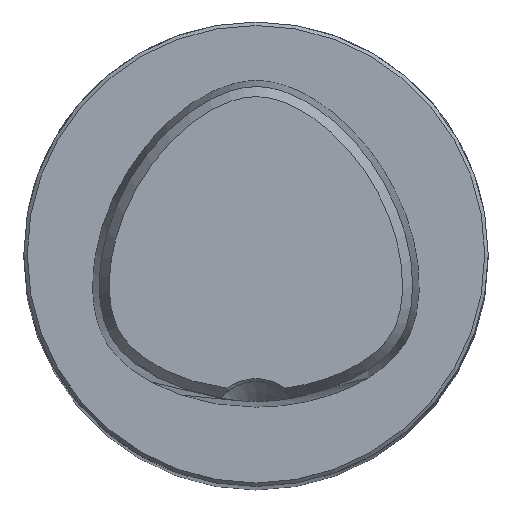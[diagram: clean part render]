
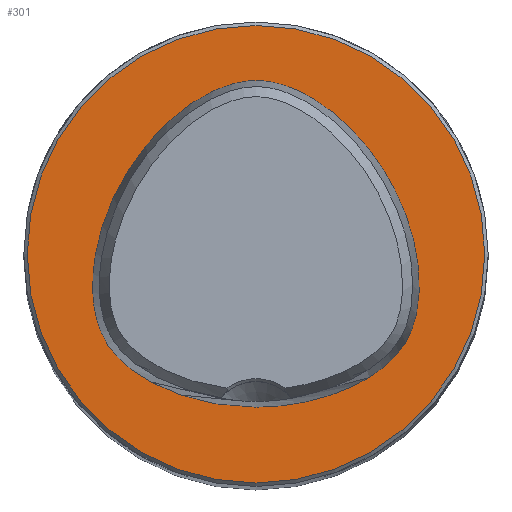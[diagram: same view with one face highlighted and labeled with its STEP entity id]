
A CAD part, top view. The second image highlights one B-rep face of the part: STEP entity #301.
In plain terms, the highlighted planar face has unit normal (0, 0, 1).
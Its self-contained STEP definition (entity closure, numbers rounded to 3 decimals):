
#276=B_SPLINE_CURVE_WITH_KNOTS('',3,(#1759,#1760,#1761,#1762,#1763,#1764,
#1765,#1766,#1767,#1768,#1769,#1770,#1771,#1772,#1773,#1774,#1775,#1776,
#1777,#1778,#1779,#1780,#1781,#1782,#1783,#1784,#1785,#1786,#1787,#1788,
#1789,#1790,#1791,#1792,#1793,#1794,#1795,#1796,#1797,#1798,#1799,#1800,
#1801,#1802,#1803,#1804,#1805,#1806,#1807,#1808,#1809,#1810,#1811,#1812,
#1813,#1814,#1815,#1816,#1817),.UNSPECIFIED.,.T.,.F.,(1,1,2,1,1,1,1,1,1,
1,1,1,1,1,1,1,1,1,1,1,1,1,1,1,1,1,1,1,1,1,1,1,1,1,1,1,1,1,1,1,1,1,1,1,1,
1,1,1,1,1,1,1,1,1,1,1,1,1,2,1,1),(-0.063,-0.031,0.,0.031,0.063,0.078,
0.094,0.109,0.125,0.141,0.156,0.164,0.172,0.188,0.203,
0.219,0.234,0.25,0.266,0.281,0.313,0.344,0.375,0.406,0.422,
0.438,0.453,0.469,0.484,0.492,0.5,0.508,0.516,0.531,
0.547,0.563,0.578,0.594,0.625,0.656,0.688,0.719,0.734,
0.75,0.766,0.781,0.797,0.813,0.828,0.836,0.844,0.859,
0.875,0.891,0.906,0.922,0.938,0.969,1.,1.031,1.063),
 .UNSPECIFIED.);
#301=ADVANCED_FACE('CU_E_LO_SU_1',(#417,#418),#365,.F.);
#365=PLANE('',#1119);
#417=FACE_BOUND('',#467,.T.);
#418=FACE_BOUND('',#468,.T.);
#467=EDGE_LOOP('',(#598));
#468=EDGE_LOOP('',(#599));
#598=ORIENTED_EDGE('',*,*,#922,.T.);
#599=ORIENTED_EDGE('',*,*,#960,.T.);
#825=VERTEX_POINT('',#1818);
#862=VERTEX_POINT('',#2267);
#922=EDGE_CURVE('',#825,#825,#276,.T.);
#960=EDGE_CURVE('',#862,#862,#1052,.T.);
#1052=CIRCLE('',#1118,19.7);
#1118=AXIS2_PLACEMENT_3D('',#2266,#1247,#1248);
#1119=AXIS2_PLACEMENT_3D('',#2268,#1249,#1250);
#1247=DIRECTION('',(0.,0.,1.));
#1248=DIRECTION('',(1.,0.,0.));
#1249=DIRECTION('',(0.,0.,-1.));
#1250=DIRECTION('',(-1.,0.,0.));
#1759=CARTESIAN_POINT('',(0.918,-13.163,0.));
#1760=CARTESIAN_POINT('',(-0.918,-13.163,0.));
#1761=CARTESIAN_POINT('',(-2.757,-13.044,0.));
#1762=CARTESIAN_POINT('',(-5.016,-12.593,0.));
#1763=CARTESIAN_POINT('',(-6.771,-12.041,0.));
#1764=CARTESIAN_POINT('',(-8.052,-11.525,0.));
#1765=CARTESIAN_POINT('',(-9.285,-10.903,0.));
#1766=CARTESIAN_POINT('',(-10.454,-10.163,0.));
#1767=CARTESIAN_POINT('',(-11.533,-9.294,0.));
#1768=CARTESIAN_POINT('',(-12.321,-8.445,0.));
#1769=CARTESIAN_POINT('',(-12.849,-7.686,0.));
#1770=CARTESIAN_POINT('',(-13.298,-6.877,0.));
#1771=CARTESIAN_POINT('',(-13.703,-5.79,0.));
#1772=CARTESIAN_POINT('',(-13.977,-4.431,0.));
#1773=CARTESIAN_POINT('',(-14.082,-3.051,0.));
#1774=CARTESIAN_POINT('',(-14.047,-1.669,0.));
#1775=CARTESIAN_POINT('',(-13.89,-0.297,0.));
#1776=CARTESIAN_POINT('',(-13.625,1.057,0.));
#1777=CARTESIAN_POINT('',(-13.139,2.831,0.));
#1778=CARTESIAN_POINT('',(-12.303,4.977,0.));
#1779=CARTESIAN_POINT('',(-10.973,7.399,0.));
#1780=CARTESIAN_POINT('',(-9.342,9.629,0.));
#1781=CARTESIAN_POINT('',(-7.743,11.289,0.));
#1782=CARTESIAN_POINT('',(-6.325,12.462,0.));
#1783=CARTESIAN_POINT('',(-5.192,13.252,0.));
#1784=CARTESIAN_POINT('',(-3.99,13.935,0.));
#1785=CARTESIAN_POINT('',(-2.721,14.486,0.));
#1786=CARTESIAN_POINT('',(-1.608,14.803,0.));
#1787=CARTESIAN_POINT('',(-0.693,14.939,0.));
#1788=CARTESIAN_POINT('',(0.,14.975,0.));
#1789=CARTESIAN_POINT('',(0.693,14.939,0.));
#1790=CARTESIAN_POINT('',(1.608,14.803,0.));
#1791=CARTESIAN_POINT('',(2.721,14.486,0.));
#1792=CARTESIAN_POINT('',(3.99,13.935,0.));
#1793=CARTESIAN_POINT('',(5.192,13.252,0.));
#1794=CARTESIAN_POINT('',(6.325,12.462,0.));
#1795=CARTESIAN_POINT('',(7.743,11.289,0.));
#1796=CARTESIAN_POINT('',(9.342,9.629,0.));
#1797=CARTESIAN_POINT('',(10.973,7.399,0.));
#1798=CARTESIAN_POINT('',(12.303,4.977,0.));
#1799=CARTESIAN_POINT('',(13.139,2.831,0.));
#1800=CARTESIAN_POINT('',(13.625,1.057,0.));
#1801=CARTESIAN_POINT('',(13.89,-0.297,0.));
#1802=CARTESIAN_POINT('',(14.047,-1.669,0.));
#1803=CARTESIAN_POINT('',(14.082,-3.051,0.));
#1804=CARTESIAN_POINT('',(13.977,-4.431,0.));
#1805=CARTESIAN_POINT('',(13.703,-5.79,0.));
#1806=CARTESIAN_POINT('',(13.298,-6.877,0.));
#1807=CARTESIAN_POINT('',(12.849,-7.686,0.));
#1808=CARTESIAN_POINT('',(12.321,-8.445,0.));
#1809=CARTESIAN_POINT('',(11.533,-9.294,0.));
#1810=CARTESIAN_POINT('',(10.454,-10.163,0.));
#1811=CARTESIAN_POINT('',(9.285,-10.903,0.));
#1812=CARTESIAN_POINT('',(8.052,-11.525,0.));
#1813=CARTESIAN_POINT('',(6.771,-12.041,0.));
#1814=CARTESIAN_POINT('',(5.016,-12.593,0.));
#1815=CARTESIAN_POINT('',(2.757,-13.044,0.));
#1816=CARTESIAN_POINT('',(0.918,-13.163,0.));
#1817=CARTESIAN_POINT('',(-0.918,-13.163,0.));
#1818=CARTESIAN_POINT('',(0.,-13.163,0.));
#2266=CARTESIAN_POINT('',(0.,0.,0.));
#2267=CARTESIAN_POINT('',(19.7,0.,0.));
#2268=CARTESIAN_POINT('',(0.,0.895,0.));
